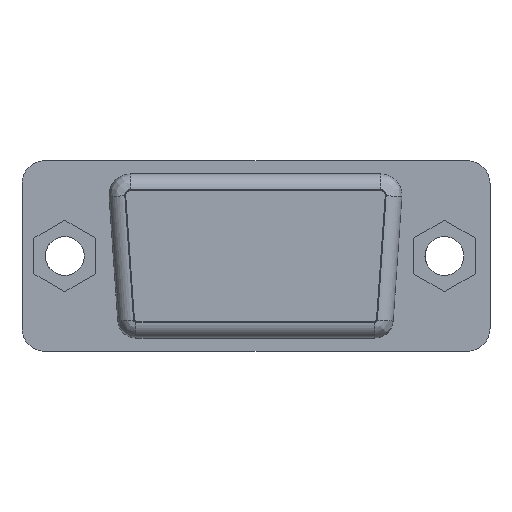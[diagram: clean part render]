
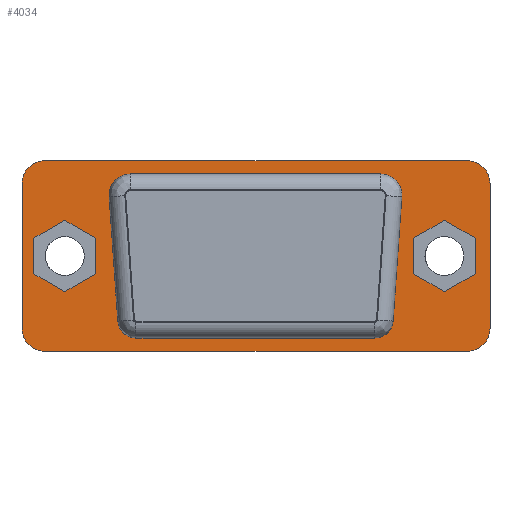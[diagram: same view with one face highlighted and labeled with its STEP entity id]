
A CAD part, front view. The second image highlights one B-rep face of the part: STEP entity #4034.
In plain terms, the highlighted planar face has unit normal (0, -1, 0).
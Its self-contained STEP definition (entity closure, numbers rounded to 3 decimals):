
#183=CARTESIAN_POINT('',(15.405,0.,4.775));
#184=VERTEX_POINT('',#183);
#191=CARTESIAN_POINT('',(15.405,0.,-4.775));
#192=VERTEX_POINT('',#191);
#193=CARTESIAN_POINT('',(15.405,0.,-4.775));
#194=DIRECTION('',(0.,0.,1.));
#195=VECTOR('',#194,9.55);
#196=LINE('',#193,#195);
#197=EDGE_CURVE('',#192,#184,#196,.T.);
#223=CARTESIAN_POINT('',(13.905,0.,6.275));
#224=VERTEX_POINT('',#223);
#231=CARTESIAN_POINT('',(13.905,0.,4.775));
#232=DIRECTION('',(1.,0.,0.));
#233=DIRECTION('',(-0.,-1.,0.));
#234=AXIS2_PLACEMENT_3D('',#231,#233,#232);
#235=CIRCLE('',#234,1.5);
#236=EDGE_CURVE('',#184,#224,#235,.T.);
#254=CARTESIAN_POINT('',(-13.905,0.,6.275));
#255=VERTEX_POINT('',#254);
#262=CARTESIAN_POINT('',(13.905,0.,6.275));
#263=DIRECTION('',(-1.,0.,0.));
#264=VECTOR('',#263,27.81);
#265=LINE('',#262,#264);
#266=EDGE_CURVE('',#224,#255,#265,.T.);
#287=CARTESIAN_POINT('',(-15.405,0.,4.775));
#288=VERTEX_POINT('',#287);
#295=CARTESIAN_POINT('',(-13.905,0.,4.775));
#296=DIRECTION('',(0.,0.,1.));
#297=DIRECTION('',(0.,-1.,-0.));
#298=AXIS2_PLACEMENT_3D('',#295,#297,#296);
#299=CIRCLE('',#298,1.5);
#300=EDGE_CURVE('',#255,#288,#299,.T.);
#318=CARTESIAN_POINT('',(-15.405,0.,-4.775));
#319=VERTEX_POINT('',#318);
#326=CARTESIAN_POINT('',(-15.405,0.,4.775));
#327=DIRECTION('',(0.,0.,-1.));
#328=VECTOR('',#327,9.55);
#329=LINE('',#326,#328);
#330=EDGE_CURVE('',#288,#319,#329,.T.);
#351=CARTESIAN_POINT('',(-13.905,0.,-6.275));
#352=VERTEX_POINT('',#351);
#359=CARTESIAN_POINT('',(-13.905,0.,-4.775));
#360=DIRECTION('',(-1.,0.,0.));
#361=DIRECTION('',(0.,-1.,0.));
#362=AXIS2_PLACEMENT_3D('',#359,#361,#360);
#363=CIRCLE('',#362,1.5);
#364=EDGE_CURVE('',#319,#352,#363,.T.);
#374=CARTESIAN_POINT('',(13.905,0.,-6.275));
#375=VERTEX_POINT('',#374);
#376=CARTESIAN_POINT('',(-13.905,0.,-6.275));
#377=DIRECTION('',(1.,0.,0.));
#378=VECTOR('',#377,27.81);
#379=LINE('',#376,#378);
#380=EDGE_CURVE('',#352,#375,#379,.T.);
#414=CARTESIAN_POINT('',(13.905,0.,-4.775));
#415=DIRECTION('',(0.,0.,-1.));
#416=DIRECTION('',(0.,-1.,0.));
#417=AXIS2_PLACEMENT_3D('',#414,#416,#415);
#418=CIRCLE('',#417,1.5);
#419=EDGE_CURVE('',#375,#192,#418,.T.);
#431=CARTESIAN_POINT('',(8.208,0.,5.4));
#432=VERTEX_POINT('',#431);
#439=CARTESIAN_POINT('',(-8.278,0.,5.4));
#440=VERTEX_POINT('',#439);
#441=CARTESIAN_POINT('',(-8.278,0.,5.4));
#442=DIRECTION('',(1.,0.,0.));
#443=VECTOR('',#442,16.487);
#444=LINE('',#441,#443);
#445=EDGE_CURVE('',#440,#432,#444,.T.);
#471=CARTESIAN_POINT('',(9.605,0.,3.902));
#472=VERTEX_POINT('',#471);
#479=CARTESIAN_POINT('',(8.208,0.,4.));
#480=DIRECTION('',(0.,0.,1.));
#481=DIRECTION('',(0.,1.,0.));
#482=AXIS2_PLACEMENT_3D('',#479,#481,#480);
#483=CIRCLE('',#482,1.4);
#484=EDGE_CURVE('',#432,#472,#483,.T.);
#504=CARTESIAN_POINT('',(9.029,0.,-4.284));
#505=VERTEX_POINT('',#504);
#512=CARTESIAN_POINT('',(9.605,0.,3.902));
#513=DIRECTION('',(-0.07,0.,-0.998));
#514=VECTOR('',#513,8.206);
#515=LINE('',#512,#514);
#516=EDGE_CURVE('',#472,#505,#515,.T.);
#535=CARTESIAN_POINT('',(7.832,0.,-5.4));
#536=VERTEX_POINT('',#535);
#543=CARTESIAN_POINT('',(7.832,0.,-4.2));
#544=DIRECTION('',(0.998,0.,-0.07));
#545=DIRECTION('',(0.,1.,0.));
#546=AXIS2_PLACEMENT_3D('',#543,#545,#544);
#547=CIRCLE('',#546,1.2);
#548=EDGE_CURVE('',#505,#536,#547,.T.);
#568=CARTESIAN_POINT('',(-7.902,0.,-5.4));
#569=VERTEX_POINT('',#568);
#576=CARTESIAN_POINT('',(7.832,0.,-5.4));
#577=DIRECTION('',(-1.,0.,0.));
#578=VECTOR('',#577,15.734);
#579=LINE('',#576,#578);
#580=EDGE_CURVE('',#536,#569,#579,.T.);
#599=CARTESIAN_POINT('',(-9.099,0.,-4.284));
#600=VERTEX_POINT('',#599);
#607=CARTESIAN_POINT('',(-7.902,0.,-4.2));
#608=DIRECTION('',(0.,0.,-1.));
#609=DIRECTION('',(0.,1.,-0.));
#610=AXIS2_PLACEMENT_3D('',#607,#609,#608);
#611=CIRCLE('',#610,1.2);
#612=EDGE_CURVE('',#569,#600,#611,.T.);
#632=CARTESIAN_POINT('',(-9.675,0.,3.902));
#633=VERTEX_POINT('',#632);
#640=CARTESIAN_POINT('',(-9.099,0.,-4.284));
#641=DIRECTION('',(-0.07,0.,0.998));
#642=VECTOR('',#641,8.206);
#643=LINE('',#640,#642);
#644=EDGE_CURVE('',#600,#633,#643,.T.);
#662=CARTESIAN_POINT('',(-8.278,0.,4.));
#663=DIRECTION('',(-0.998,0.,-0.07));
#664=DIRECTION('',(-0.,1.,0.));
#665=AXIS2_PLACEMENT_3D('',#662,#664,#663);
#666=CIRCLE('',#665,1.4);
#667=EDGE_CURVE('',#633,#440,#666,.T.);
#3909=CARTESIAN_POINT('',(0.,0.,0.));
#3910=DIRECTION('',(0.,0.,1.));
#3911=DIRECTION('',(0.,-1.,0.));
#3912=AXIS2_PLACEMENT_3D('',#3909,#3911,#3910);
#3913=PLANE('',#3912);
#3914=ORIENTED_EDGE('',*,*,#197,.T.);
#3915=ORIENTED_EDGE('',*,*,#236,.T.);
#3916=ORIENTED_EDGE('',*,*,#266,.T.);
#3917=ORIENTED_EDGE('',*,*,#300,.T.);
#3918=ORIENTED_EDGE('',*,*,#330,.T.);
#3919=ORIENTED_EDGE('',*,*,#364,.T.);
#3920=ORIENTED_EDGE('',*,*,#380,.T.);
#3921=ORIENTED_EDGE('',*,*,#419,.T.);
#3922=EDGE_LOOP('',(#3914,#3915,#3916,#3917,#3918,#3919,#3920,#3921));
#3923=FACE_OUTER_BOUND('',#3922,.T.);
#3924=ORIENTED_EDGE('',*,*,#445,.T.);
#3925=ORIENTED_EDGE('',*,*,#484,.T.);
#3926=ORIENTED_EDGE('',*,*,#516,.T.);
#3927=ORIENTED_EDGE('',*,*,#548,.T.);
#3928=ORIENTED_EDGE('',*,*,#580,.T.);
#3929=ORIENTED_EDGE('',*,*,#612,.T.);
#3930=ORIENTED_EDGE('',*,*,#644,.T.);
#3931=ORIENTED_EDGE('',*,*,#667,.T.);
#3932=EDGE_LOOP('',(#3924,#3925,#3926,#3927,#3928,#3929,#3930,#3931));
#3933=FACE_BOUND('',#3932,.T.);
#3934=CARTESIAN_POINT('',(14.445,0.,1.175));
#3935=VERTEX_POINT('',#3934);
#3936=CARTESIAN_POINT('',(12.405,0.,2.35));
#3937=VERTEX_POINT('',#3936);
#3938=CARTESIAN_POINT('',(14.445,0.,1.175));
#3939=DIRECTION('',(-0.867,0.,0.499));
#3940=VECTOR('',#3939,2.354);
#3941=LINE('',#3938,#3940);
#3942=EDGE_CURVE('',#3935,#3937,#3941,.T.);
#3943=ORIENTED_EDGE('',*,*,#3942,.F.);
#3944=CARTESIAN_POINT('',(14.445,0.,-1.175));
#3945=VERTEX_POINT('',#3944);
#3946=CARTESIAN_POINT('',(14.445,0.,-1.175));
#3947=DIRECTION('',(0.,0.,1.));
#3948=VECTOR('',#3947,2.35);
#3949=LINE('',#3946,#3948);
#3950=EDGE_CURVE('',#3945,#3935,#3949,.T.);
#3951=ORIENTED_EDGE('',*,*,#3950,.F.);
#3952=CARTESIAN_POINT('',(12.405,0.,-2.35));
#3953=VERTEX_POINT('',#3952);
#3954=CARTESIAN_POINT('',(12.405,0.,-2.35));
#3955=DIRECTION('',(0.867,0.,0.499));
#3956=VECTOR('',#3955,2.354);
#3957=LINE('',#3954,#3956);
#3958=EDGE_CURVE('',#3953,#3945,#3957,.T.);
#3959=ORIENTED_EDGE('',*,*,#3958,.F.);
#3960=CARTESIAN_POINT('',(10.365,0.,-1.175));
#3961=VERTEX_POINT('',#3960);
#3962=CARTESIAN_POINT('',(10.365,0.,-1.175));
#3963=DIRECTION('',(0.867,0.,-0.499));
#3964=VECTOR('',#3963,2.354);
#3965=LINE('',#3962,#3964);
#3966=EDGE_CURVE('',#3961,#3953,#3965,.T.);
#3967=ORIENTED_EDGE('',*,*,#3966,.F.);
#3968=CARTESIAN_POINT('',(10.365,0.,1.175));
#3969=VERTEX_POINT('',#3968);
#3970=CARTESIAN_POINT('',(10.365,0.,1.175));
#3971=DIRECTION('',(0.,0.,-1.));
#3972=VECTOR('',#3971,2.35);
#3973=LINE('',#3970,#3972);
#3974=EDGE_CURVE('',#3969,#3961,#3973,.T.);
#3975=ORIENTED_EDGE('',*,*,#3974,.F.);
#3976=CARTESIAN_POINT('',(12.405,0.,2.35));
#3977=DIRECTION('',(-0.867,0.,-0.499));
#3978=VECTOR('',#3977,2.354);
#3979=LINE('',#3976,#3978);
#3980=EDGE_CURVE('',#3937,#3969,#3979,.T.);
#3981=ORIENTED_EDGE('',*,*,#3980,.F.);
#3982=EDGE_LOOP('',(#3943,#3951,#3959,#3967,#3975,#3981));
#3983=FACE_BOUND('',#3982,.T.);
#3984=CARTESIAN_POINT('',(-14.625,0.,-1.175));
#3985=VERTEX_POINT('',#3984);
#3986=CARTESIAN_POINT('',(-12.585,0.,-2.35));
#3987=VERTEX_POINT('',#3986);
#3988=CARTESIAN_POINT('',(-14.625,0.,-1.175));
#3989=DIRECTION('',(0.867,0.,-0.499));
#3990=VECTOR('',#3989,2.354);
#3991=LINE('',#3988,#3990);
#3992=EDGE_CURVE('',#3985,#3987,#3991,.T.);
#3993=ORIENTED_EDGE('',*,*,#3992,.F.);
#3994=CARTESIAN_POINT('',(-14.625,0.,1.175));
#3995=VERTEX_POINT('',#3994);
#3996=CARTESIAN_POINT('',(-14.625,0.,1.175));
#3997=DIRECTION('',(0.,0.,-1.));
#3998=VECTOR('',#3997,2.35);
#3999=LINE('',#3996,#3998);
#4000=EDGE_CURVE('',#3995,#3985,#3999,.T.);
#4001=ORIENTED_EDGE('',*,*,#4000,.F.);
#4002=CARTESIAN_POINT('',(-12.585,0.,2.35));
#4003=VERTEX_POINT('',#4002);
#4004=CARTESIAN_POINT('',(-12.585,0.,2.35));
#4005=DIRECTION('',(-0.867,0.,-0.499));
#4006=VECTOR('',#4005,2.354);
#4007=LINE('',#4004,#4006);
#4008=EDGE_CURVE('',#4003,#3995,#4007,.T.);
#4009=ORIENTED_EDGE('',*,*,#4008,.F.);
#4010=CARTESIAN_POINT('',(-10.545,0.,1.175));
#4011=VERTEX_POINT('',#4010);
#4012=CARTESIAN_POINT('',(-10.545,0.,1.175));
#4013=DIRECTION('',(-0.867,0.,0.499));
#4014=VECTOR('',#4013,2.354);
#4015=LINE('',#4012,#4014);
#4016=EDGE_CURVE('',#4011,#4003,#4015,.T.);
#4017=ORIENTED_EDGE('',*,*,#4016,.F.);
#4018=CARTESIAN_POINT('',(-10.545,0.,-1.175));
#4019=VERTEX_POINT('',#4018);
#4020=CARTESIAN_POINT('',(-10.545,0.,-1.175));
#4021=DIRECTION('',(0.,0.,1.));
#4022=VECTOR('',#4021,2.35);
#4023=LINE('',#4020,#4022);
#4024=EDGE_CURVE('',#4019,#4011,#4023,.T.);
#4025=ORIENTED_EDGE('',*,*,#4024,.F.);
#4026=CARTESIAN_POINT('',(-12.585,0.,-2.35));
#4027=DIRECTION('',(0.867,0.,0.499));
#4028=VECTOR('',#4027,2.354);
#4029=LINE('',#4026,#4028);
#4030=EDGE_CURVE('',#3987,#4019,#4029,.T.);
#4031=ORIENTED_EDGE('',*,*,#4030,.F.);
#4032=EDGE_LOOP('',(#3993,#4001,#4009,#4017,#4025,#4031));
#4033=FACE_BOUND('',#4032,.T.);
#4034=ADVANCED_FACE('',(#3923,#3933,#3983,#4033),#3913,.T.);
